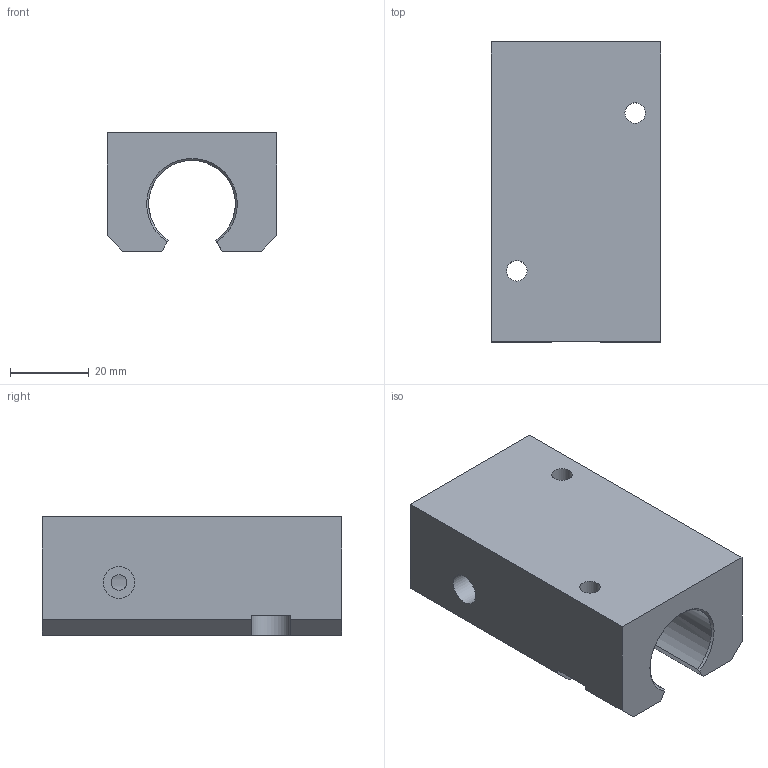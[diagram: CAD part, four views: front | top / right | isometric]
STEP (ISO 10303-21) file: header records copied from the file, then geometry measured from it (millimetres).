
FILE_DESCRIPTION( ( 'STEP AP214' ), '1' );
FILE_NAME( 'STGO-12.stp', '2010-08-02T08:28:42', ( ' ' ), ( ' ' ), 'XStep 1.0', ' ', ' ' );
FILE_SCHEMA( ( 'CONFIG_CONTROL_DESIGN) ( )' ) );
Length unit declared in the file: metre
Products named in the file (1): 1
Bounding box: 43 x 76 x 30 mm (x, y, z)
Volume: 62785.3 mm3; surface area: 17681.3 mm2
Topology: 1 solids, 1 shells, 35 faces, 95 edges, 65 vertices
Faces by surface type: plane 22, cylinder 11, cone 2
Full cylindrical faces by diameter (mm): 4 x3, 5.2 x2, 8 x3
Entity records: 1508 total; most frequent: CARTESIAN_POINT 359, DIRECTION 168, ORIENTED_EDGE 164, EDGE_CURVE 82, VERTEX_POINT 60, AXIS2_PLACEMENT_3D 57, EDGE_LOOP 56, LINE 54
